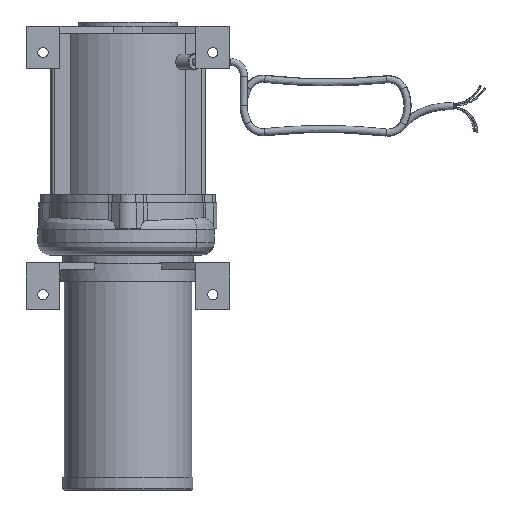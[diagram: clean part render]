
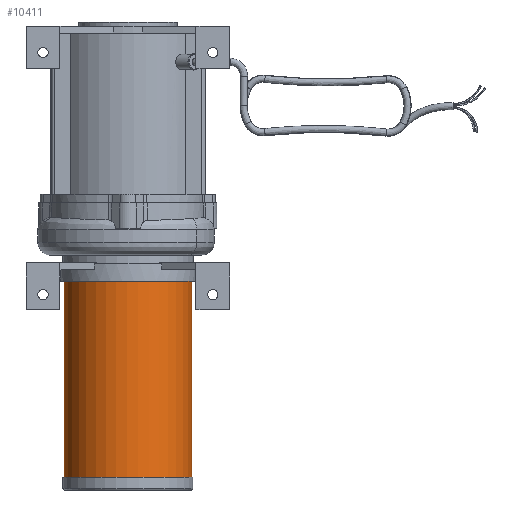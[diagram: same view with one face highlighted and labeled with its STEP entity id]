
A CAD part, front view. The second image highlights one B-rep face of the part: STEP entity #10411.
In plain terms, the highlighted cylindrical face has radius 75 mm (diameter 150 mm), a full revolution.
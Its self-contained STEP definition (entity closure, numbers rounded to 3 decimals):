
#282=FACE_BOUND('',#2035,.T.);
#1389=FACE_OUTER_BOUND('',#2034,.T.);
#2034=EDGE_LOOP('',(#9012));
#2035=EDGE_LOOP('',(#9013));
#3945=CIRCLE('',#11200,75.);
#3948=CIRCLE('',#11206,75.);
#4874=VERTEX_POINT('',#18370);
#4877=VERTEX_POINT('',#18379);
#6269=EDGE_CURVE('',#4874,#4874,#3945,.T.);
#6272=EDGE_CURVE('',#4877,#4877,#3948,.T.);
#9012=ORIENTED_EDGE('',*,*,#6269,.T.);
#9013=ORIENTED_EDGE('',*,*,#6272,.F.);
#9549=CYLINDRICAL_SURFACE('',#11205,75.);
#10411=ADVANCED_FACE('',(#1389,#282),#9549,.T.);
#11200=AXIS2_PLACEMENT_3D('',#18371,#13469,#13470);
#11205=AXIS2_PLACEMENT_3D('',#18378,#13479,#13480);
#11206=AXIS2_PLACEMENT_3D('',#18380,#13481,#13482);
#13469=DIRECTION('center_axis',(0.,0.,-1.));
#13470=DIRECTION('ref_axis',(-1.,0.,0.));
#13479=DIRECTION('center_axis',(0.,0.,1.));
#13480=DIRECTION('ref_axis',(-1.,0.,0.));
#13481=DIRECTION('center_axis',(0.,0.,-1.));
#13482=DIRECTION('ref_axis',(-1.,0.,0.));
#18370=CARTESIAN_POINT('',(75.,0.,231.));
#18371=CARTESIAN_POINT('Origin',(0.,0.,231.));
#18378=CARTESIAN_POINT('Origin',(0.,0.,0.));
#18379=CARTESIAN_POINT('',(75.,0.,0.));
#18380=CARTESIAN_POINT('Origin',(0.,0.,0.));
